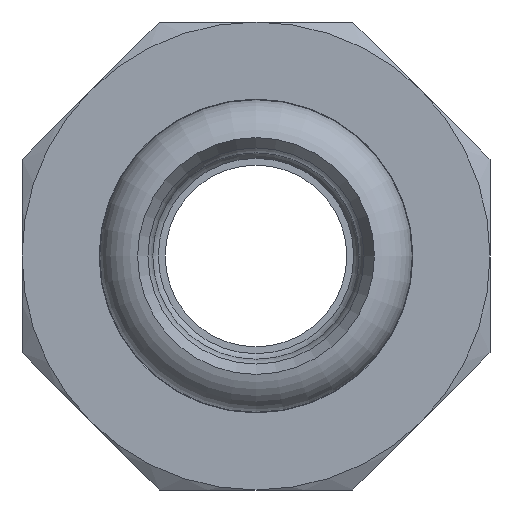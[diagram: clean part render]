
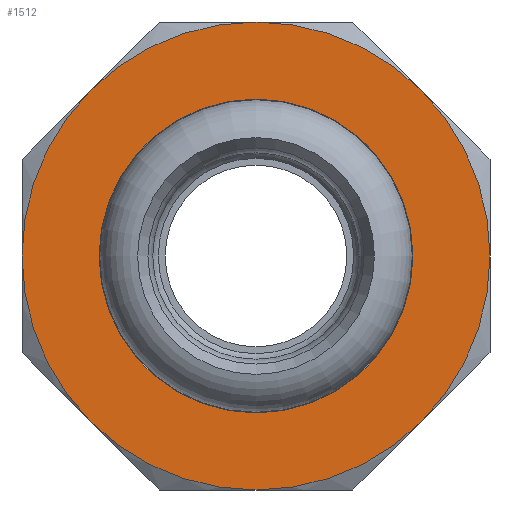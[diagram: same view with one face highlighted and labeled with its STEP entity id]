
A CAD part, front view. The second image highlights one B-rep face of the part: STEP entity #1512.
In plain terms, the highlighted planar face has unit normal (0, -1, 0).
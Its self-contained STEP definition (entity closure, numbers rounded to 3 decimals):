
#59=FACE_BOUND('',#398,.T.);
#77=PLANE('',#1752);
#298=FACE_OUTER_BOUND('',#397,.T.);
#397=EDGE_LOOP('',(#1316,#1317,#1318,#1319,#1320,#1321,#1322,#1323));
#398=EDGE_LOOP('',(#1324));
#555=CIRCLE('',#1746,11.4);
#560=CIRCLE('',#1753,17.);
#561=CIRCLE('',#1754,17.);
#562=CIRCLE('',#1755,17.);
#563=CIRCLE('',#1756,17.);
#564=CIRCLE('',#1757,17.);
#565=CIRCLE('',#1758,17.);
#566=CIRCLE('',#1759,17.);
#567=CIRCLE('',#1760,17.);
#700=VERTEX_POINT('',#2675);
#705=VERTEX_POINT('',#2689);
#706=VERTEX_POINT('',#2690);
#707=VERTEX_POINT('',#2692);
#708=VERTEX_POINT('',#2694);
#709=VERTEX_POINT('',#2696);
#710=VERTEX_POINT('',#2698);
#711=VERTEX_POINT('',#2700);
#712=VERTEX_POINT('',#2702);
#906=EDGE_CURVE('',#700,#700,#555,.T.);
#913=EDGE_CURVE('',#705,#706,#560,.T.);
#914=EDGE_CURVE('',#707,#705,#561,.T.);
#915=EDGE_CURVE('',#708,#707,#562,.T.);
#916=EDGE_CURVE('',#709,#708,#563,.T.);
#917=EDGE_CURVE('',#710,#709,#564,.T.);
#918=EDGE_CURVE('',#711,#710,#565,.T.);
#919=EDGE_CURVE('',#712,#711,#566,.T.);
#920=EDGE_CURVE('',#706,#712,#567,.T.);
#1316=ORIENTED_EDGE('',*,*,#913,.F.);
#1317=ORIENTED_EDGE('',*,*,#914,.F.);
#1318=ORIENTED_EDGE('',*,*,#915,.F.);
#1319=ORIENTED_EDGE('',*,*,#916,.F.);
#1320=ORIENTED_EDGE('',*,*,#917,.F.);
#1321=ORIENTED_EDGE('',*,*,#918,.F.);
#1322=ORIENTED_EDGE('',*,*,#919,.F.);
#1323=ORIENTED_EDGE('',*,*,#920,.F.);
#1324=ORIENTED_EDGE('',*,*,#906,.F.);
#1512=ADVANCED_FACE('',(#298,#59),#77,.T.);
#1746=AXIS2_PLACEMENT_3D('',#2676,#2211,#2212);
#1752=AXIS2_PLACEMENT_3D('',#2688,#2225,#2226);
#1753=AXIS2_PLACEMENT_3D('',#2691,#2227,#2228);
#1754=AXIS2_PLACEMENT_3D('',#2693,#2229,#2230);
#1755=AXIS2_PLACEMENT_3D('',#2695,#2231,#2232);
#1756=AXIS2_PLACEMENT_3D('',#2697,#2233,#2234);
#1757=AXIS2_PLACEMENT_3D('',#2699,#2235,#2236);
#1758=AXIS2_PLACEMENT_3D('',#2701,#2237,#2238);
#1759=AXIS2_PLACEMENT_3D('',#2703,#2239,#2240);
#1760=AXIS2_PLACEMENT_3D('',#2704,#2241,#2242);
#2211=DIRECTION('center_axis',(0.,-1.,0.));
#2212=DIRECTION('ref_axis',(0.,0.,1.));
#2225=DIRECTION('center_axis',(0.,-1.,0.));
#2226=DIRECTION('ref_axis',(0.,0.,1.));
#2227=DIRECTION('center_axis',(0.,1.,0.));
#2228=DIRECTION('ref_axis',(-1.,0.,0.));
#2229=DIRECTION('center_axis',(0.,1.,0.));
#2230=DIRECTION('ref_axis',(-1.,0.,0.));
#2231=DIRECTION('center_axis',(0.,1.,0.));
#2232=DIRECTION('ref_axis',(-1.,0.,0.));
#2233=DIRECTION('center_axis',(0.,1.,0.));
#2234=DIRECTION('ref_axis',(-1.,0.,0.));
#2235=DIRECTION('center_axis',(0.,1.,0.));
#2236=DIRECTION('ref_axis',(-1.,0.,0.));
#2237=DIRECTION('center_axis',(0.,1.,0.));
#2238=DIRECTION('ref_axis',(-1.,0.,0.));
#2239=DIRECTION('center_axis',(0.,1.,0.));
#2240=DIRECTION('ref_axis',(-1.,0.,0.));
#2241=DIRECTION('center_axis',(0.,1.,0.));
#2242=DIRECTION('ref_axis',(-1.,0.,0.));
#2675=CARTESIAN_POINT('',(0.,-7.5,-11.4));
#2676=CARTESIAN_POINT('Origin',(0.,-7.5,0.));
#2688=CARTESIAN_POINT('Origin',(0.,-7.5,-17.));
#2689=CARTESIAN_POINT('',(0.,-7.5,-17.));
#2690=CARTESIAN_POINT('',(-12.021,-7.5,-12.021));
#2691=CARTESIAN_POINT('Origin',(0.,-7.5,0.));
#2692=CARTESIAN_POINT('',(12.021,-7.5,-12.021));
#2693=CARTESIAN_POINT('Origin',(0.,-7.5,0.));
#2694=CARTESIAN_POINT('',(17.,-7.5,0.));
#2695=CARTESIAN_POINT('Origin',(0.,-7.5,0.));
#2696=CARTESIAN_POINT('',(12.021,-7.5,12.021));
#2697=CARTESIAN_POINT('Origin',(0.,-7.5,0.));
#2698=CARTESIAN_POINT('',(0.,-7.5,17.));
#2699=CARTESIAN_POINT('Origin',(0.,-7.5,0.));
#2700=CARTESIAN_POINT('',(-12.021,-7.5,12.021));
#2701=CARTESIAN_POINT('Origin',(0.,-7.5,0.));
#2702=CARTESIAN_POINT('',(-17.,-7.5,0.));
#2703=CARTESIAN_POINT('Origin',(0.,-7.5,0.));
#2704=CARTESIAN_POINT('Origin',(0.,-7.5,0.));
